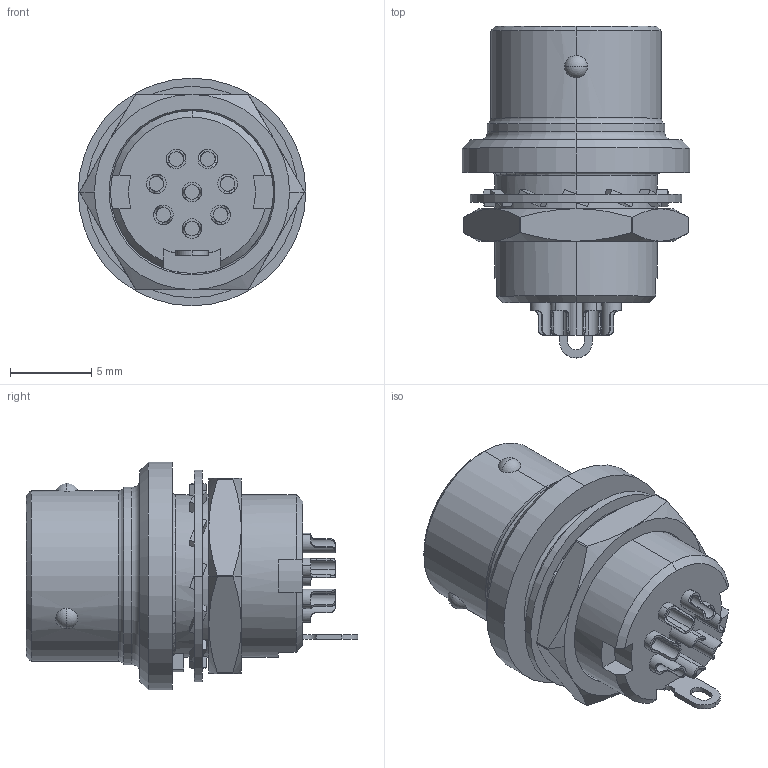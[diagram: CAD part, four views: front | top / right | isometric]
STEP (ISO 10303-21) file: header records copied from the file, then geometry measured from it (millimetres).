
FILE_DESCRIPTION(('CoCreate Modeling STEP Export'),'2;1');
FILE_NAME('MXR-8RA-8S.stp','2009-07-14T 9:14:07',(''),(''),'CoCreate Modeling STEP processor for AP214 (Solid Model)','CoCreate Modeling 16.00B 02-Dec-2008 (C) Parametric Technology GmbH','');
FILE_SCHEMA(('AUTOMOTIVE_DESIGN { 1 0 10303 214 1 1 1 1 }'));
Length unit declared in the file: millimetre
Products named in the file (1): MXR-8RA-8S
Bounding box: 14 x 20.4 x 14 mm (x, y, z)
Volume: 1393 mm3; surface area: 1715.1 mm2
Topology: 1 solids, 1 shells, 331 faces, 886 edges, 557 vertices
Faces by surface type: cylinder 156, plane 135, cone 28, torus 6, sphere 6
Entity records: 14003 total; most frequent: CARTESIAN_POINT 6724, ORIENTED_EDGE 1760, DIRECTION 1228, EDGE_CURVE 880, VERTEX_POINT 557, AXIS2_PLACEMENT_3D 440, EDGE_LOOP 353, VECTOR 348
